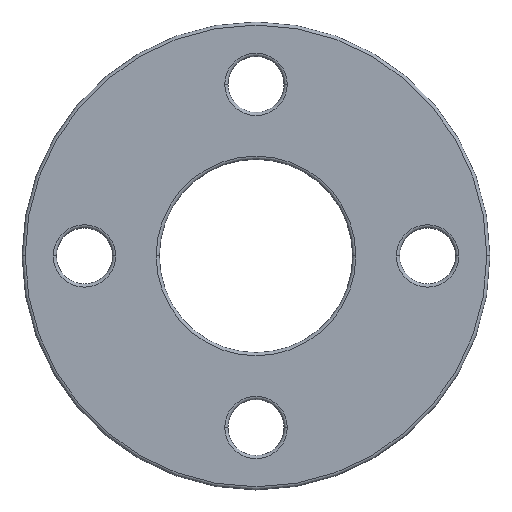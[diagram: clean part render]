
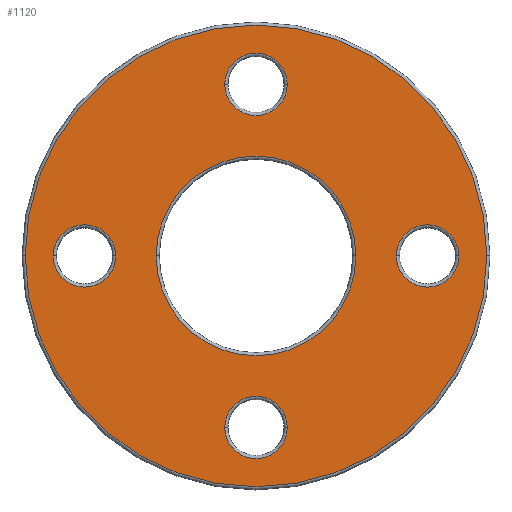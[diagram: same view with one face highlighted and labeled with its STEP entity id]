
A CAD part, top view. The second image highlights one B-rep face of the part: STEP entity #1120.
In plain terms, the highlighted planar face has unit normal (0, 0, 1).
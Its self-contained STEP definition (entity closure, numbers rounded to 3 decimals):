
#12 = ORIENTED_EDGE ( 'NONE', *, *, #505, .T. ) ;
#18 = AXIS2_PLACEMENT_3D ( 'NONE', #195, #897, #977 ) ;
#19 = FACE_BOUND ( 'NONE', #951, .T. ) ;
#37 = CIRCLE ( 'NONE', #18, 74. ) ;
#52 = ORIENTED_EDGE ( 'NONE', *, *, #636, .T. ) ;
#54 = DIRECTION ( 'NONE',  ( 0., 0., -1. ) ) ;
#56 = ORIENTED_EDGE ( 'NONE', *, *, #957, .T. ) ;
#65 = DIRECTION ( 'NONE',  ( 1., 0., 0. ) ) ;
#72 = DIRECTION ( 'NONE',  ( 0., 0., -1. ) ) ;
#84 = VERTEX_POINT ( 'NONE', #408 ) ;
#94 = VERTEX_POINT ( 'NONE', #113 ) ;
#102 = AXIS2_PLACEMENT_3D ( 'NONE', #397, #669, #142 ) ;
#109 = ORIENTED_EDGE ( 'NONE', *, *, #634, .T. ) ;
#111 = CARTESIAN_POINT ( 'NONE',  ( 32., 0., 18. ) ) ;
#113 = CARTESIAN_POINT ( 'NONE',  ( -10., -55., 18. ) ) ;
#117 = DIRECTION ( 'NONE',  ( 0., 0., -1. ) ) ;
#123 = VERTEX_POINT ( 'NONE', #921 ) ;
#138 = CIRCLE ( 'NONE', #180, 74. ) ;
#142 = DIRECTION ( 'NONE',  ( 1., 0., 0. ) ) ;
#147 = VERTEX_POINT ( 'NONE', #477 ) ;
#152 = DIRECTION ( 'NONE',  ( 1., 0., 0. ) ) ;
#159 = VERTEX_POINT ( 'NONE', #399 ) ;
#180 = AXIS2_PLACEMENT_3D ( 'NONE', #416, #788, #427 ) ;
#195 = CARTESIAN_POINT ( 'NONE',  ( 0., 0., 18. ) ) ;
#212 = FACE_BOUND ( 'NONE', #1094, .T. ) ;
#217 = EDGE_LOOP ( 'NONE', ( #12, #667 ) ) ;
#225 = CARTESIAN_POINT ( 'NONE',  ( 0., 0., 18. ) ) ;
#235 = CARTESIAN_POINT ( 'NONE',  ( -74., 0., 18. ) ) ;
#244 = CARTESIAN_POINT ( 'NONE',  ( 0., 0., 18. ) ) ;
#255 = DIRECTION ( 'NONE',  ( 1., 0., 0. ) ) ;
#278 = CARTESIAN_POINT ( 'NONE',  ( 45., 0., 18. ) ) ;
#292 = DIRECTION ( 'NONE',  ( 1., 0., 0. ) ) ;
#302 = FACE_OUTER_BOUND ( 'NONE', #486, .T. ) ;
#306 = AXIS2_PLACEMENT_3D ( 'NONE', #225, #770, #1042 ) ;
#321 = EDGE_CURVE ( 'NONE', #1090, #94, #444, .T. ) ;
#333 = EDGE_CURVE ( 'NONE', #904, #517, #37, .T. ) ;
#336 = VERTEX_POINT ( 'NONE', #706 ) ;
#347 = EDGE_CURVE ( 'NONE', #336, #84, #774, .T. ) ;
#353 = ORIENTED_EDGE ( 'NONE', *, *, #759, .T. ) ;
#362 = DIRECTION ( 'NONE',  ( 0., 0., -1. ) ) ;
#388 = FACE_BOUND ( 'NONE', #898, .T. ) ;
#397 = CARTESIAN_POINT ( 'NONE',  ( 0., 0., 18. ) ) ;
#399 = CARTESIAN_POINT ( 'NONE',  ( 65., 0., 18. ) ) ;
#408 = CARTESIAN_POINT ( 'NONE',  ( -65., 0., 18. ) ) ;
#416 = CARTESIAN_POINT ( 'NONE',  ( 0., 0., 18. ) ) ;
#422 = CARTESIAN_POINT ( 'NONE',  ( -55., 0., 18. ) ) ;
#423 = CIRCLE ( 'NONE', #737, 10. ) ;
#427 = DIRECTION ( 'NONE',  ( 1., 0., 0. ) ) ;
#438 = DIRECTION ( 'NONE',  ( 1., 0., 0. ) ) ;
#444 = CIRCLE ( 'NONE', #601, 10. ) ;
#458 = ORIENTED_EDGE ( 'NONE', *, *, #758, .T. ) ;
#473 = DIRECTION ( 'NONE',  ( 1., 0., 0. ) ) ;
#477 = CARTESIAN_POINT ( 'NONE',  ( -10., 55., 18. ) ) ;
#480 = CIRCLE ( 'NONE', #1135, 32. ) ;
#486 = EDGE_LOOP ( 'NONE', ( #953, #458 ) ) ;
#491 = CARTESIAN_POINT ( 'NONE',  ( 0., 55., 18. ) ) ;
#496 = CIRCLE ( 'NONE', #551, 10. ) ;
#505 = EDGE_CURVE ( 'NONE', #993, #749, #817, .T. ) ;
#517 = VERTEX_POINT ( 'NONE', #235 ) ;
#532 = CIRCLE ( 'NONE', #678, 10. ) ;
#551 = AXIS2_PLACEMENT_3D ( 'NONE', #1130, #781, #1147 ) ;
#581 = CARTESIAN_POINT ( 'NONE',  ( -32., 0., 18. ) ) ;
#594 = DIRECTION ( 'NONE',  ( 0., 0., -1. ) ) ;
#595 = EDGE_CURVE ( 'NONE', #147, #123, #962, .T. ) ;
#597 = DIRECTION ( 'NONE',  ( 0., 0., -1. ) ) ;
#601 = AXIS2_PLACEMENT_3D ( 'NONE', #616, #362, #292 ) ;
#603 = DIRECTION ( 'NONE',  ( 0., 0., -1. ) ) ;
#616 = CARTESIAN_POINT ( 'NONE',  ( 0., -55., 18. ) ) ;
#634 = EDGE_CURVE ( 'NONE', #84, #336, #532, .T. ) ;
#636 = EDGE_CURVE ( 'NONE', #94, #1090, #1096, .T. ) ;
#652 = FACE_BOUND ( 'NONE', #217, .T. ) ;
#655 = FACE_BOUND ( 'NONE', #729, .T. ) ;
#660 = EDGE_CURVE ( 'NONE', #858, #159, #423, .T. ) ;
#667 = ORIENTED_EDGE ( 'NONE', *, *, #725, .T. ) ;
#669 = DIRECTION ( 'NONE',  ( 0., 0., 1. ) ) ;
#678 = AXIS2_PLACEMENT_3D ( 'NONE', #422, #594, #65 ) ;
#687 = CARTESIAN_POINT ( 'NONE',  ( 0., 55., 18. ) ) ;
#694 = ORIENTED_EDGE ( 'NONE', *, *, #347, .T. ) ;
#706 = CARTESIAN_POINT ( 'NONE',  ( -45., 0., 18. ) ) ;
#720 = AXIS2_PLACEMENT_3D ( 'NONE', #794, #72, #473 ) ;
#725 = EDGE_CURVE ( 'NONE', #749, #993, #480, .T. ) ;
#729 = EDGE_LOOP ( 'NONE', ( #56, #922 ) ) ;
#737 = AXIS2_PLACEMENT_3D ( 'NONE', #868, #767, #1051 ) ;
#749 = VERTEX_POINT ( 'NONE', #581 ) ;
#750 = PLANE ( 'NONE',  #102 ) ;
#754 = AXIS2_PLACEMENT_3D ( 'NONE', #1055, #603, #438 ) ;
#758 = EDGE_CURVE ( 'NONE', #517, #904, #138, .T. ) ;
#759 = EDGE_CURVE ( 'NONE', #159, #858, #496, .T. ) ;
#767 = DIRECTION ( 'NONE',  ( 0., 0., -1. ) ) ;
#770 = DIRECTION ( 'NONE',  ( 0., 0., -1. ) ) ;
#774 = CIRCLE ( 'NONE', #720, 10. ) ;
#781 = DIRECTION ( 'NONE',  ( 0., 0., -1. ) ) ;
#788 = DIRECTION ( 'NONE',  ( 0., 0., 1. ) ) ;
#794 = CARTESIAN_POINT ( 'NONE',  ( -55., 0., 18. ) ) ;
#798 = AXIS2_PLACEMENT_3D ( 'NONE', #491, #117, #930 ) ;
#817 = CIRCLE ( 'NONE', #306, 32. ) ;
#836 = CARTESIAN_POINT ( 'NONE',  ( 10., -55., 18. ) ) ;
#858 = VERTEX_POINT ( 'NONE', #278 ) ;
#868 = CARTESIAN_POINT ( 'NONE',  ( 55., 0., 18. ) ) ;
#897 = DIRECTION ( 'NONE',  ( 0., 0., 1. ) ) ;
#898 = EDGE_LOOP ( 'NONE', ( #353, #1121 ) ) ;
#904 = VERTEX_POINT ( 'NONE', #1071 ) ;
#921 = CARTESIAN_POINT ( 'NONE',  ( 10., 55., 18. ) ) ;
#922 = ORIENTED_EDGE ( 'NONE', *, *, #595, .T. ) ;
#930 = DIRECTION ( 'NONE',  ( 1., 0., 0. ) ) ;
#941 = AXIS2_PLACEMENT_3D ( 'NONE', #687, #54, #152 ) ;
#951 = EDGE_LOOP ( 'NONE', ( #694, #109 ) ) ;
#953 = ORIENTED_EDGE ( 'NONE', *, *, #333, .T. ) ;
#957 = EDGE_CURVE ( 'NONE', #123, #147, #1020, .T. ) ;
#962 = CIRCLE ( 'NONE', #941, 10. ) ;
#977 = DIRECTION ( 'NONE',  ( 1., 0., 0. ) ) ;
#993 = VERTEX_POINT ( 'NONE', #111 ) ;
#1020 = CIRCLE ( 'NONE', #798, 10. ) ;
#1042 = DIRECTION ( 'NONE',  ( 1., 0., 0. ) ) ;
#1051 = DIRECTION ( 'NONE',  ( 1., 0., 0. ) ) ;
#1055 = CARTESIAN_POINT ( 'NONE',  ( 0., -55., 18. ) ) ;
#1071 = CARTESIAN_POINT ( 'NONE',  ( 74., 0., 18. ) ) ;
#1090 = VERTEX_POINT ( 'NONE', #836 ) ;
#1094 = EDGE_LOOP ( 'NONE', ( #1146, #52 ) ) ;
#1096 = CIRCLE ( 'NONE', #754, 10. ) ;
#1120 = ADVANCED_FACE ( 'NONE', ( #19, #388, #652, #302, #655, #212 ), #750, .T. ) ;
#1121 = ORIENTED_EDGE ( 'NONE', *, *, #660, .T. ) ;
#1130 = CARTESIAN_POINT ( 'NONE',  ( 55., 0., 18. ) ) ;
#1135 = AXIS2_PLACEMENT_3D ( 'NONE', #244, #597, #255 ) ;
#1146 = ORIENTED_EDGE ( 'NONE', *, *, #321, .T. ) ;
#1147 = DIRECTION ( 'NONE',  ( 1., 0., 0. ) ) ;
